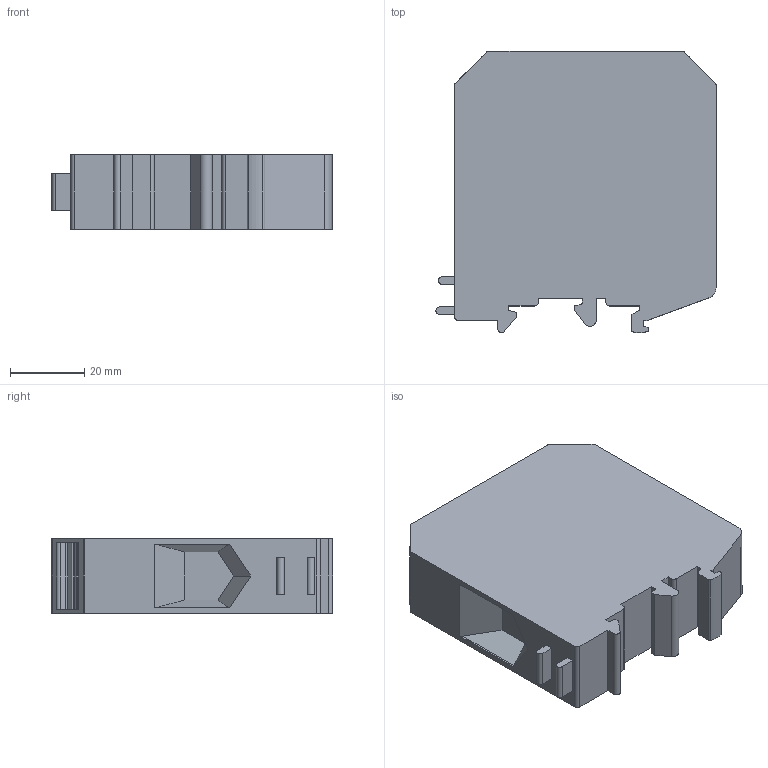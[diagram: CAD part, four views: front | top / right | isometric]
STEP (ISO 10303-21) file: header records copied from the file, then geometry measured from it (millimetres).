
FILE_DESCRIPTION(('STEP AP203'), '1');
FILE_NAME('MTI-50_3D', '2024-07-05T14:00:07', ('砐錪賧瘔蠈錪 Windows'), (''), 'C3D Converter', 'C3D Toolkit', '');
FILE_SCHEMA(('CONFIG_CONTROL_DESIGN'));
Length unit declared in the file: millimetre
Bounding box: 75.45 x 75.8 x 20 mm (x, y, z)
Volume: 91457.5 mm3; surface area: 17592.7 mm2
Topology: 1 solids, 1 shells, 126 faces, 345 edges, 230 vertices
Faces by surface type: plane 93, cylinder 33
Full cylindrical faces by diameter (mm): 8.5 x2
Entity records: 5008 total; most frequent: CARTESIAN_POINT 700, ORIENTED_EDGE 686, DIRECTION 663, EDGE_CURVE 343, LINE 277, VECTOR 277, VERTEX_POINT 230, AXIS2_PLACEMENT_3D 193
